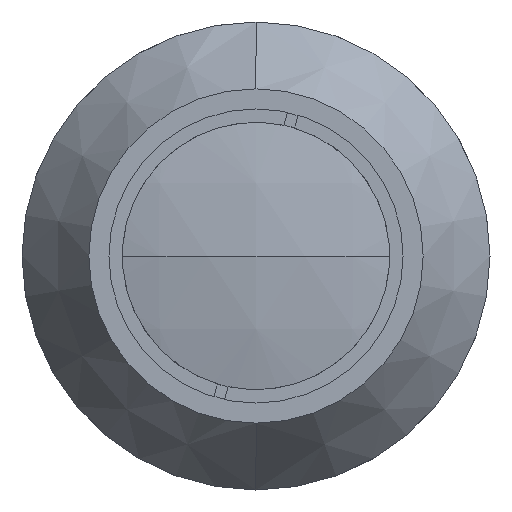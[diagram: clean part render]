
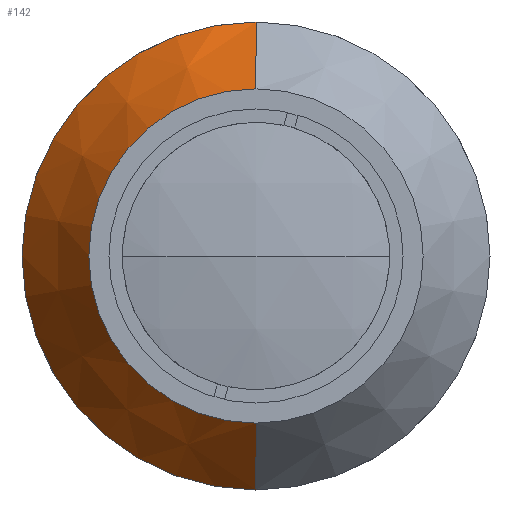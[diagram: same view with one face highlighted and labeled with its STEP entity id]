
A CAD part, left-side view. The second image highlights one B-rep face of the part: STEP entity #142.
In plain terms, the highlighted conical face has half-angle 35 degrees and reference radius 21 mm.
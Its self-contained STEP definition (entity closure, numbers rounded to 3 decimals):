
#42 = CARTESIAN_POINT ( 'NONE',  ( 23.569, 0., -21. ) ) ;
#142 = ADVANCED_FACE ( 'NONE', ( #1733 ), #2208, .T. ) ;
#189 = AXIS2_PLACEMENT_3D ( 'NONE', #3244, #2534, #3969 ) ;
#237 = CARTESIAN_POINT ( 'NONE',  ( 15., 0., 15. ) ) ;
#520 = CARTESIAN_POINT ( 'NONE',  ( 15., 0., 0. ) ) ;
#616 = CARTESIAN_POINT ( 'NONE',  ( 23.569, 0., 21. ) ) ;
#723 = CARTESIAN_POINT ( 'NONE',  ( 15., 0., -15. ) ) ;
#778 = DIRECTION ( 'NONE',  ( 0.819, 0., -0.574 ) ) ;
#802 = CIRCLE ( 'NONE', #1849, 21. ) ;
#1234 = ORIENTED_EDGE ( 'NONE', *, *, #4493, .F. ) ;
#1246 = VERTEX_POINT ( 'NONE', #237 ) ;
#1524 = EDGE_LOOP ( 'NONE', ( #1234, #4027, #1585, #2988 ) ) ;
#1585 = ORIENTED_EDGE ( 'NONE', *, *, #2987, .T. ) ;
#1733 = FACE_OUTER_BOUND ( 'NONE', #1524, .T. ) ;
#1849 = AXIS2_PLACEMENT_3D ( 'NONE', #3717, #4443, #3765 ) ;
#1950 = VECTOR ( 'NONE', #1986, 1000. ) ;
#1956 = AXIS2_PLACEMENT_3D ( 'NONE', #520, #4107, #2266 ) ;
#1986 = DIRECTION ( 'NONE',  ( 0.819, 0., 0.574 ) ) ;
#2118 = CARTESIAN_POINT ( 'NONE',  ( 23.569, 0., 21. ) ) ;
#2184 = CIRCLE ( 'NONE', #1956, 15. ) ;
#2208 = CONICAL_SURFACE ( 'NONE', #189, 21., 0.611 ) ;
#2266 = DIRECTION ( 'NONE',  ( 0., 0., 1. ) ) ;
#2534 = DIRECTION ( 'NONE',  ( 1., 0., 0. ) ) ;
#2556 = LINE ( 'NONE', #3683, #4559 ) ;
#2876 = VERTEX_POINT ( 'NONE', #42 ) ;
#2893 = VERTEX_POINT ( 'NONE', #723 ) ;
#2987 = EDGE_CURVE ( 'NONE', #3216, #2876, #802, .T. ) ;
#2988 = ORIENTED_EDGE ( 'NONE', *, *, #3607, .F. ) ;
#3053 = LINE ( 'NONE', #616, #1950 ) ;
#3216 = VERTEX_POINT ( 'NONE', #2118 ) ;
#3244 = CARTESIAN_POINT ( 'NONE',  ( 23.569, 0., 0. ) ) ;
#3607 = EDGE_CURVE ( 'NONE', #2893, #2876, #2556, .T. ) ;
#3683 = CARTESIAN_POINT ( 'NONE',  ( 23.569, 0., -21. ) ) ;
#3717 = CARTESIAN_POINT ( 'NONE',  ( 23.569, 0., 0. ) ) ;
#3765 = DIRECTION ( 'NONE',  ( 0., 0., 1. ) ) ;
#3779 = EDGE_CURVE ( 'NONE', #1246, #3216, #3053, .T. ) ;
#3969 = DIRECTION ( 'NONE',  ( 0., 0., -1. ) ) ;
#4027 = ORIENTED_EDGE ( 'NONE', *, *, #3779, .T. ) ;
#4107 = DIRECTION ( 'NONE',  ( -1., 0., 0. ) ) ;
#4443 = DIRECTION ( 'NONE',  ( -1., 0., 0. ) ) ;
#4493 = EDGE_CURVE ( 'NONE', #1246, #2893, #2184, .T. ) ;
#4559 = VECTOR ( 'NONE', #778, 1000. ) ;
